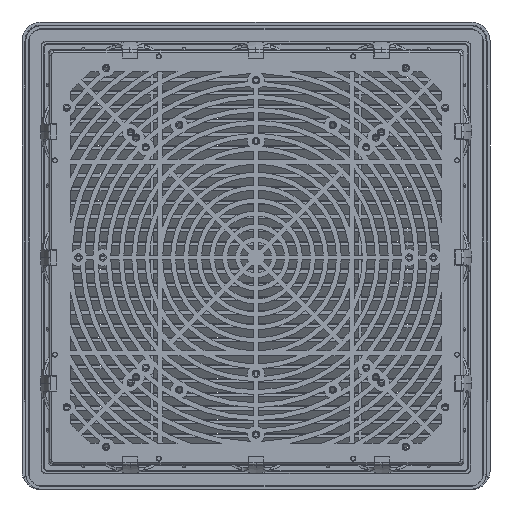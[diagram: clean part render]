
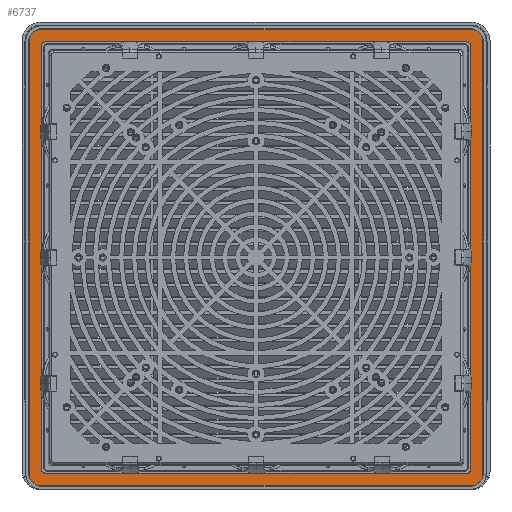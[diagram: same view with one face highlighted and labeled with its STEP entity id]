
A CAD part, top view. The second image highlights one B-rep face of the part: STEP entity #6737.
In plain terms, the highlighted planar face has unit normal (0, 0, 1).
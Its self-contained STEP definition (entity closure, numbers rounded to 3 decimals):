
#6737=ADVANCED_FACE('',(#22328,#22329),#9468,.F.);
#9468=PLANE('',#63676);
#11257=ELLIPSE('',#63672,3.092,3.);
#11258=ELLIPSE('',#63673,3.092,3.);
#11259=ELLIPSE('',#63674,3.092,3.);
#11260=ELLIPSE('',#63675,3.092,3.);
#12858=LINE('',#88034,#18010);
#12864=LINE('',#88048,#18016);
#13104=LINE('',#90505,#18256);
#13108=LINE('',#90514,#18260);
#13113=LINE('',#90535,#18265);
#13115=LINE('',#90539,#18267);
#13118=LINE('',#90547,#18270);
#13119=LINE('',#90552,#18271);
#18010=VECTOR('',#70997,1.);
#18016=VECTOR('',#71005,1.);
#18256=VECTOR('',#72165,1.);
#18260=VECTOR('',#72171,1.);
#18265=VECTOR('',#72196,1.);
#18267=VECTOR('',#72200,1.);
#18270=VECTOR('',#72207,1.);
#18271=VECTOR('',#72212,1.);
#22328=FACE_BOUND('',#24023,.T.);
#22329=FACE_BOUND('',#24024,.T.);
#24023=EDGE_LOOP('',(#31904,#31905,#31906,#31907,#31908,#31909,#31910,#31911));
#24024=EDGE_LOOP('',(#31912,#31913,#31914,#31915,#31916,#31917,#31918,#31919));
#31904=ORIENTED_EDGE('',*,*,#54498,.T.);
#31905=ORIENTED_EDGE('',*,*,#54501,.T.);
#31906=ORIENTED_EDGE('',*,*,#54502,.T.);
#31907=ORIENTED_EDGE('',*,*,#54503,.F.);
#31908=ORIENTED_EDGE('',*,*,#54496,.F.);
#31909=ORIENTED_EDGE('',*,*,#54376,.T.);
#31910=ORIENTED_EDGE('',*,*,#53825,.F.);
#31911=ORIENTED_EDGE('',*,*,#54396,.F.);
#31912=ORIENTED_EDGE('',*,*,#54479,.T.);
#31913=ORIENTED_EDGE('',*,*,#54504,.T.);
#31914=ORIENTED_EDGE('',*,*,#54505,.T.);
#31915=ORIENTED_EDGE('',*,*,#54506,.T.);
#31916=ORIENTED_EDGE('',*,*,#54483,.F.);
#31917=ORIENTED_EDGE('',*,*,#54507,.T.);
#31918=ORIENTED_EDGE('',*,*,#53831,.F.);
#31919=ORIENTED_EDGE('',*,*,#54508,.T.);
#47443=VERTEX_POINT('',#88035);
#47444=VERTEX_POINT('',#88036);
#47449=VERTEX_POINT('',#88047);
#47450=VERTEX_POINT('',#88049);
#47567=VERTEX_POINT('',#90256);
#47576=VERTEX_POINT('',#90324);
#47631=VERTEX_POINT('',#90504);
#47632=VERTEX_POINT('',#90506);
#47635=VERTEX_POINT('',#90513);
#47636=VERTEX_POINT('',#90515);
#47642=VERTEX_POINT('',#90536);
#47643=VERTEX_POINT('',#90540);
#47645=VERTEX_POINT('',#90546);
#47646=VERTEX_POINT('',#90548);
#47647=VERTEX_POINT('',#90551);
#47648=VERTEX_POINT('',#90553);
#53825=EDGE_CURVE('',#47443,#47444,#12858,.T.);
#53831=EDGE_CURVE('',#47449,#47450,#12864,.T.);
#54376=EDGE_CURVE('',#47567,#47444,#61181,.T.);
#54396=EDGE_CURVE('',#47576,#47443,#61188,.T.);
#54479=EDGE_CURVE('',#47632,#47631,#13104,.T.);
#54483=EDGE_CURVE('',#47635,#47636,#13108,.T.);
#54496=EDGE_CURVE('',#47567,#47642,#13113,.T.);
#54498=EDGE_CURVE('',#47576,#47643,#13115,.T.);
#54501=EDGE_CURVE('',#47643,#47645,#61192,.T.);
#54502=EDGE_CURVE('',#47645,#47646,#13118,.T.);
#54503=EDGE_CURVE('',#47642,#47646,#61193,.T.);
#54504=EDGE_CURVE('',#47631,#47647,#11257,.T.);
#54505=EDGE_CURVE('',#47647,#47648,#13119,.T.);
#54506=EDGE_CURVE('',#47648,#47636,#11258,.T.);
#54507=EDGE_CURVE('',#47635,#47450,#11259,.T.);
#54508=EDGE_CURVE('',#47449,#47632,#11260,.T.);
#61181=CIRCLE('',#63604,8.647);
#61188=CIRCLE('',#63622,8.647);
#61192=CIRCLE('',#63670,8.647);
#61193=CIRCLE('',#63671,8.647);
#63604=AXIS2_PLACEMENT_3D('',#90255,#71991,#71992);
#63622=AXIS2_PLACEMENT_3D('',#90323,#72036,#72037);
#63670=AXIS2_PLACEMENT_3D('',#90545,#72205,#72206);
#63671=AXIS2_PLACEMENT_3D('',#90549,#72208,#72209);
#63672=AXIS2_PLACEMENT_3D('',#90550,#72210,#72211);
#63673=AXIS2_PLACEMENT_3D('',#90554,#72213,#72214);
#63674=AXIS2_PLACEMENT_3D('',#90555,#72215,#72216);
#63675=AXIS2_PLACEMENT_3D('',#90556,#72217,#72218);
#63676=AXIS2_PLACEMENT_3D('',#90557,#72219,#72220);
#70997=DIRECTION('',(0.,-1.,0.));
#71005=DIRECTION('',(0.,1.,0.));
#71991=DIRECTION('',(0.,0.,1.));
#71992=DIRECTION('',(-1.,0.,0.));
#72036=DIRECTION('',(0.,0.,-1.));
#72037=DIRECTION('',(-1.,0.,0.));
#72165=DIRECTION('',(-1.,0.,0.));
#72171=DIRECTION('',(-1.,0.,0.));
#72196=DIRECTION('',(-1.,0.,0.));
#72200=DIRECTION('',(-1.,0.,0.));
#72205=DIRECTION('',(0.,0.,1.));
#72206=DIRECTION('',(1.,0.,0.));
#72207=DIRECTION('',(0.,-1.,0.));
#72208=DIRECTION('',(0.,0.,-1.));
#72209=DIRECTION('',(1.,0.,0.));
#72210=DIRECTION('',(0.,0.,-1.));
#72211=DIRECTION('',(0.707,0.707,0.));
#72212=DIRECTION('',(0.,1.,0.));
#72213=DIRECTION('',(0.,0.,-1.));
#72214=DIRECTION('',(-0.707,0.707,0.));
#72215=DIRECTION('',(0.,0.,-1.));
#72216=DIRECTION('',(-0.707,-0.707,0.));
#72217=DIRECTION('',(0.,0.,-1.));
#72218=DIRECTION('',(0.707,-0.707,0.));
#72219=DIRECTION('',(0.,0.,-1.));
#72220=DIRECTION('',(1.,0.,0.));
#88034=CARTESIAN_POINT('',(53.135,78.151,2.371));
#88035=CARTESIAN_POINT('',(53.135,265.525,2.371));
#88036=CARTESIAN_POINT('',(53.135,-34.222,2.371));
#88047=CARTESIAN_POINT('',(44.794,-31.574,2.371));
#88048=CARTESIAN_POINT('',(44.794,78.026,2.371));
#88049=CARTESIAN_POINT('',(44.794,262.877,2.371));
#90255=CARTESIAN_POINT('',(44.488,-34.222,2.371));
#90256=CARTESIAN_POINT('',(44.488,-42.87,2.371));
#90323=CARTESIAN_POINT('',(44.488,265.525,2.371));
#90324=CARTESIAN_POINT('',(44.488,274.172,2.371));
#90504=CARTESIAN_POINT('',(-250.704,-34.529,2.371));
#90505=CARTESIAN_POINT('',(-104.432,-34.529,2.371));
#90506=CARTESIAN_POINT('',(41.839,-34.529,2.371));
#90513=CARTESIAN_POINT('',(41.839,265.831,2.371));
#90514=CARTESIAN_POINT('',(-43.146,265.831,2.371));
#90515=CARTESIAN_POINT('',(-250.704,265.831,2.371));
#90535=CARTESIAN_POINT('',(-104.432,-42.87,2.371));
#90536=CARTESIAN_POINT('',(-253.352,-42.87,2.371));
#90539=CARTESIAN_POINT('',(-104.432,274.172,2.371));
#90540=CARTESIAN_POINT('',(-253.352,274.172,2.371));
#90545=CARTESIAN_POINT('',(-253.352,265.525,2.371));
#90546=CARTESIAN_POINT('',(-262.,265.525,2.371));
#90547=CARTESIAN_POINT('',(-262.,78.151,2.371));
#90548=CARTESIAN_POINT('',(-262.,-34.222,2.371));
#90549=CARTESIAN_POINT('',(-253.352,-34.222,2.371));
#90550=CARTESIAN_POINT('',(-250.613,-31.482,2.371));
#90551=CARTESIAN_POINT('',(-253.659,-31.574,2.371));
#90552=CARTESIAN_POINT('',(-253.659,78.151,2.371));
#90553=CARTESIAN_POINT('',(-253.659,262.877,2.371));
#90554=CARTESIAN_POINT('',(-250.613,262.785,2.371));
#90555=CARTESIAN_POINT('',(41.748,262.785,2.371));
#90556=CARTESIAN_POINT('',(41.748,-31.482,2.371));
#90557=CARTESIAN_POINT('',(-104.432,78.151,2.371));
